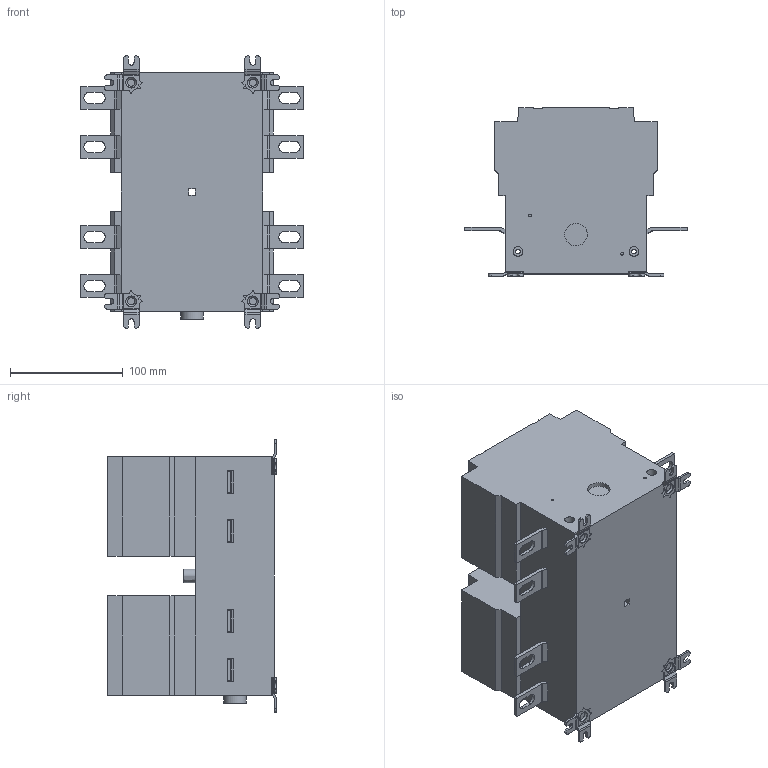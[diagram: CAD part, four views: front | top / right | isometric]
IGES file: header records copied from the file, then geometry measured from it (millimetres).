
Global section: file name: os200d22-palikka.igs; preprocessor: I-DEAS 3D IGES Translator 9; date: 20040109.090822; units: millimetre
Bounding box: 198.55 x 150.04 x 242.2 mm (x, y, z)
Volume: 3748766.9 mm3; surface area: 202222.3 mm2
Topology: 1 solids, 1 shells, 491 faces, 1342 edges, 884 vertices
Faces by surface type: bspline 491
